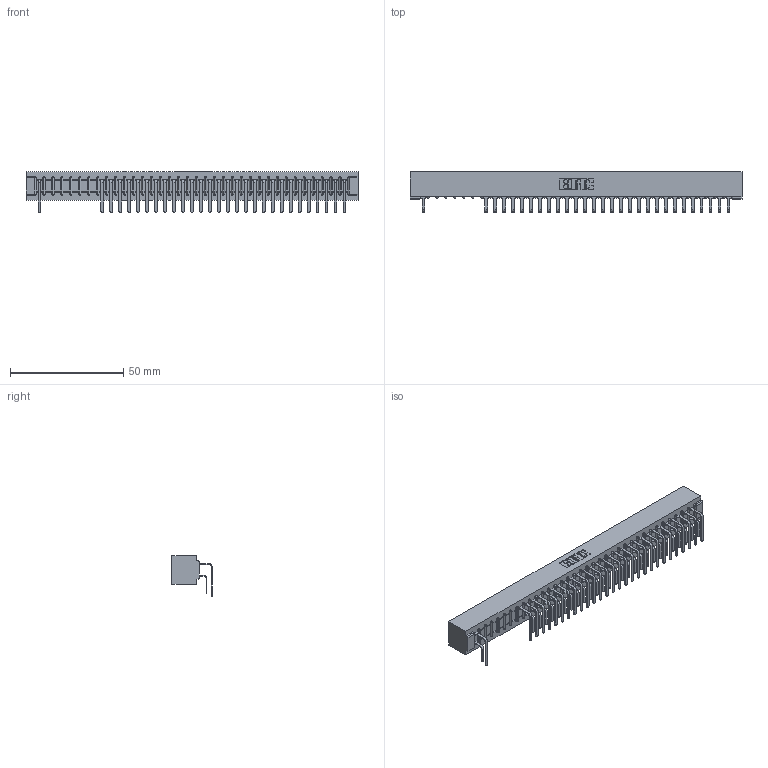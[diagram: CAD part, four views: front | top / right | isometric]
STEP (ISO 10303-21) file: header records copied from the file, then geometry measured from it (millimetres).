
FILE_DESCRIPTION (( 'STEP AP203' ), '1' );
FILE_NAME ('307-070-559-201.STEP', '2018-08-06T13:23:39', ( '' ), ( '' ), 'SwSTEP 2.0', 'SolidWorks 2016', '' );
FILE_SCHEMA (( 'CONFIG_CONTROL_DESIGN' ));
Length unit declared in the file: inch
Products named in the file (4): 307 Part_No Mounting Lugs; 307-290-001_558 559 - 1 (Single); 307-290-001_559 - 2 (Single); 307-070-559-201
Assembly tree (58 placements, depth 2):
  307-070-559-201
    307 Part_No Mounting Lugs
    307-290-001_558 559 - 1 (Single)  x28
    307-290-001_559 - 2 (Single)  x29
Bounding box: 146.56 x 17.69 x 18.07 mm (x, y, z)
Volume: 16168.7 mm3; surface area: 20334.6 mm2
Topology: 58 solids, 58 shells, 3126 faces, 8809 edges, 5698 vertices
Faces by surface type: plane 2025, cylinder 1029, sphere 72
Entity records: 32741 total; most frequent: CARTESIAN_POINT 5412, ORIENTED_EDGE 5374, DIRECTION 5289, EDGE_CURVE 2687, LINE 2059, VECTOR 2059, VERTEX_POINT 1738, AXIS2_PLACEMENT_3D 1615
